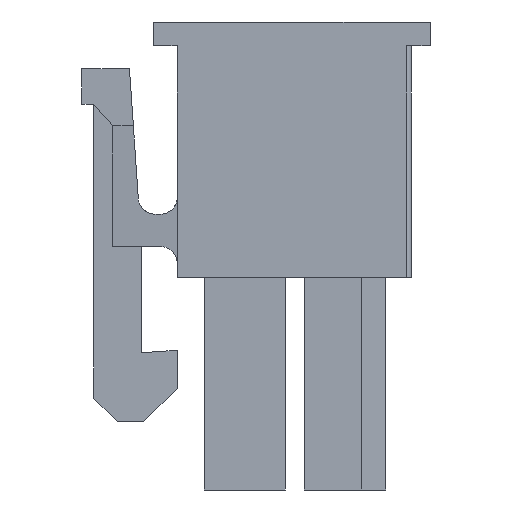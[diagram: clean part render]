
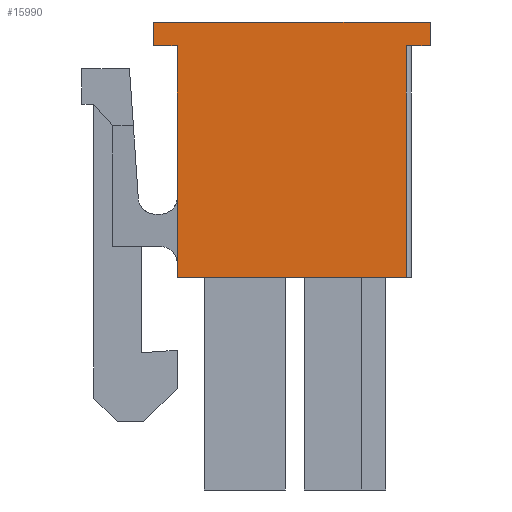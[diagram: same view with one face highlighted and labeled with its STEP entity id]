
A CAD part, left-side view. The second image highlights one B-rep face of the part: STEP entity #15990.
In plain terms, the highlighted planar face has unit normal (-1, 0, 0).
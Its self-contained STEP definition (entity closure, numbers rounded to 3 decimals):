
#1363=ORIENTED_EDGE('',*,*,#4702,.T.);
#1364=ORIENTED_EDGE('',*,*,#5885,.F.);
#1365=ORIENTED_EDGE('',*,*,#5886,.F.);
#1366=ORIENTED_EDGE('',*,*,#4836,.T.);
#1367=ORIENTED_EDGE('',*,*,#5887,.F.);
#1368=ORIENTED_EDGE('',*,*,#5888,.T.);
#1369=ORIENTED_EDGE('',*,*,#4742,.T.);
#1370=ORIENTED_EDGE('',*,*,#5873,.T.);
#4702=EDGE_CURVE('',#7020,#7022,#8474,.T.);
#4742=EDGE_CURVE('',#7056,#7062,#8514,.T.);
#4836=EDGE_CURVE('',#7148,#7149,#8608,.T.);
#5873=EDGE_CURVE('',#7062,#7020,#9635,.T.);
#5885=EDGE_CURVE('',#8060,#7022,#9641,.T.);
#5886=EDGE_CURVE('',#7148,#8060,#9642,.T.);
#5887=EDGE_CURVE('',#8061,#7149,#9643,.T.);
#5888=EDGE_CURVE('',#8061,#7056,#9644,.T.);
#7020=VERTEX_POINT('',#21720);
#7022=VERTEX_POINT('',#21724);
#7056=VERTEX_POINT('',#21799);
#7062=VERTEX_POINT('',#21811);
#7148=VERTEX_POINT('',#22005);
#7149=VERTEX_POINT('',#22006);
#8060=VERTEX_POINT('',#24144);
#8061=VERTEX_POINT('',#24147);
#8474=LINE('',#21725,#10770);
#8514=LINE('',#21812,#10810);
#8608=LINE('',#22004,#10904);
#9635=LINE('',#24127,#11931);
#9641=LINE('',#24143,#11937);
#9642=LINE('',#24145,#11938);
#9643=LINE('',#24146,#11939);
#9644=LINE('',#24148,#11940);
#10770=VECTOR('',#17607,1000.);
#10810=VECTOR('',#17661,1000.);
#10904=VECTOR('',#17781,1000.);
#11931=VECTOR('',#19180,1000.);
#11937=VECTOR('',#19202,1000.);
#11938=VECTOR('',#19203,1000.);
#11939=VECTOR('',#19204,1000.);
#11940=VECTOR('',#19205,1000.);
#13305=EDGE_LOOP('',(#1363,#1364,#1365,#1366,#1367,#1368,#1369,#1370));
#14233=FACE_BOUND('',#13305,.T.);
#15113=PLANE('',#16905);
#15990=ADVANCED_FACE('',(#14233),#15113,.T.);
#16905=AXIS2_PLACEMENT_3D('',#24142,#19200,#19201);
#17607=DIRECTION('',(0.,0.,1.));
#17661=DIRECTION('',(0.,0.,-1.));
#17781=DIRECTION('',(0.,1.,0.));
#19180=DIRECTION('',(0.,-1.,0.));
#19200=DIRECTION('',(-1.,0.,0.));
#19201=DIRECTION('',(0.,0.,1.));
#19202=DIRECTION('',(0.,1.,0.));
#19203=DIRECTION('',(0.,0.,-1.));
#19204=DIRECTION('',(0.,0.,1.));
#19205=DIRECTION('',(0.,-1.,0.));
#21720=CARTESIAN_POINT('',(-15.3,-4.8,-5.35));
#21724=CARTESIAN_POINT('',(-15.3,-4.8,4.35));
#21725=CARTESIAN_POINT('',(-15.3,-4.8,-5.35));
#21799=CARTESIAN_POINT('',(-15.3,4.8,4.35));
#21811=CARTESIAN_POINT('',(-15.3,4.8,-5.35));
#21812=CARTESIAN_POINT('',(-15.3,4.8,5.35));
#22004=CARTESIAN_POINT('',(-15.3,-4.8,5.35));
#22005=CARTESIAN_POINT('',(-15.3,-5.8,5.35));
#22006=CARTESIAN_POINT('',(-15.3,5.8,5.35));
#24127=CARTESIAN_POINT('',(-15.3,4.8,-5.35));
#24142=CARTESIAN_POINT('',(-15.3,0.,0.));
#24143=CARTESIAN_POINT('',(-15.3,-5.8,4.35));
#24144=CARTESIAN_POINT('',(-15.3,-5.8,4.35));
#24145=CARTESIAN_POINT('',(-15.3,-5.8,5.35));
#24146=CARTESIAN_POINT('',(-15.3,5.8,4.35));
#24147=CARTESIAN_POINT('',(-15.3,5.8,4.35));
#24148=CARTESIAN_POINT('',(-15.3,5.8,4.35));
